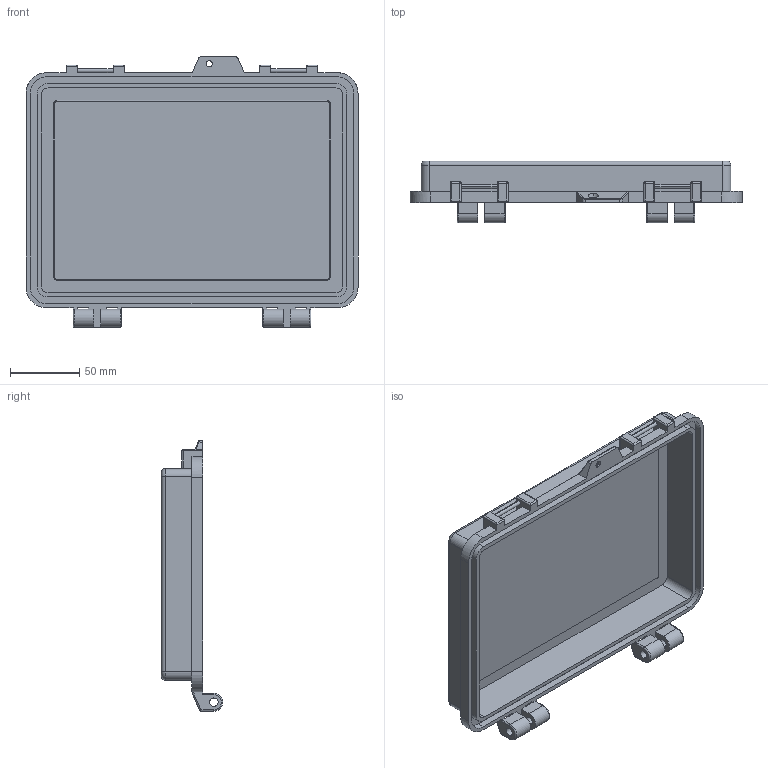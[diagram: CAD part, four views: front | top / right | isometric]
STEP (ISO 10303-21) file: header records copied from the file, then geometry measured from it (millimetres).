
FILE_DESCRIPTION (( 'STEP AP214' ), '1' );
FILE_NAME ('Boîtier_Couvercle_original.STEP', '2020-11-02T10:17:28', ( '' ), ( '' ), 'SwSTEP 2.0', 'SolidWorks 2020', '' );
FILE_SCHEMA (( 'AUTOMOTIVE_DESIGN' ));
Length unit declared in the file: millimetre
Products named in the file (1): Boîtier_Couvercle_original
Bounding box: 240 x 44.5 x 195.5 mm (x, y, z)
Volume: 237640.8 mm3; surface area: 139062.9 mm2
Topology: 1 solids, 1 shells, 241 faces, 630 edges, 380 vertices
Faces by surface type: plane 106, cylinder 99, torus 16, sphere 12, cone 6, bspline 2
Entity records: 7344 total; most frequent: CARTESIAN_POINT 1344, DIRECTION 1276, ORIENTED_EDGE 1244, EDGE_CURVE 622, AXIS2_PLACEMENT_3D 436, VECTOR 404, LINE 404, VERTEX_POINT 380
